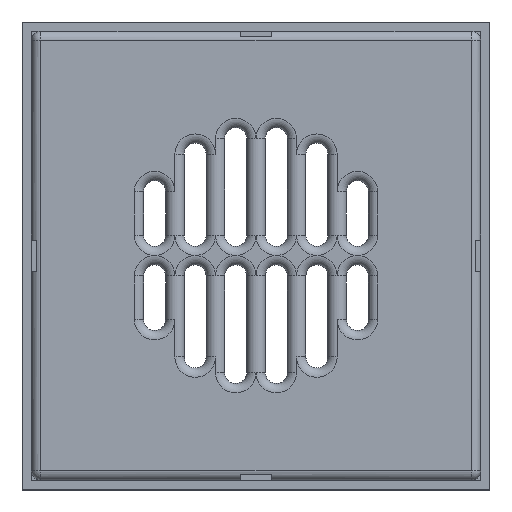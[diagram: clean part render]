
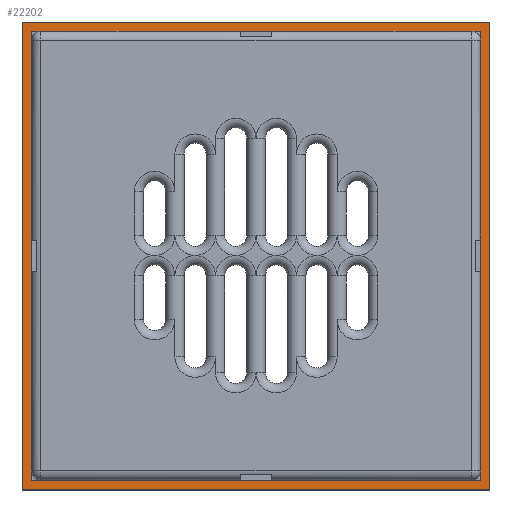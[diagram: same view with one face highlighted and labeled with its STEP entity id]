
A CAD part, top view. The second image highlights one B-rep face of the part: STEP entity #22202.
In plain terms, the highlighted planar face has unit normal (0, 0, 1).
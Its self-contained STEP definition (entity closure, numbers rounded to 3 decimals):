
#593=PLANE('',#27680);
#864=FACE_BOUND('',#4419,.T.);
#2919=FACE_OUTER_BOUND('',#4418,.T.);
#4418=EDGE_LOOP('',(#19454,#19455,#19456,#19457));
#4419=EDGE_LOOP('',(#19458,#19459,#19460,#19461));
#8819=VERTEX_POINT('',#54924);
#8820=VERTEX_POINT('',#54925);
#8823=VERTEX_POINT('',#54933);
#8824=VERTEX_POINT('',#54934);
#8825=VERTEX_POINT('',#54936);
#8826=VERTEX_POINT('',#54938);
#8827=VERTEX_POINT('',#54941);
#8828=VERTEX_POINT('',#54943);
#12406=EDGE_CURVE('',#8819,#8820,#23611,.T.);
#12410=EDGE_CURVE('',#8823,#8824,#23615,.T.);
#12411=EDGE_CURVE('',#8824,#8825,#23616,.T.);
#12412=EDGE_CURVE('',#8825,#8826,#23617,.T.);
#12413=EDGE_CURVE('',#8826,#8823,#23618,.T.);
#12414=EDGE_CURVE('',#8827,#8819,#23619,.T.);
#12415=EDGE_CURVE('',#8820,#8828,#23620,.T.);
#12416=EDGE_CURVE('',#8828,#8827,#23621,.T.);
#19454=ORIENTED_EDGE('',*,*,#12410,.T.);
#19455=ORIENTED_EDGE('',*,*,#12411,.T.);
#19456=ORIENTED_EDGE('',*,*,#12412,.T.);
#19457=ORIENTED_EDGE('',*,*,#12413,.T.);
#19458=ORIENTED_EDGE('',*,*,#12414,.T.);
#19459=ORIENTED_EDGE('',*,*,#12406,.T.);
#19460=ORIENTED_EDGE('',*,*,#12415,.T.);
#19461=ORIENTED_EDGE('',*,*,#12416,.T.);
#22202=ADVANCED_FACE('',(#2919,#864),#593,.T.);
#23611=LINE('',#54926,#25059);
#23615=LINE('',#54935,#25063);
#23616=LINE('',#54937,#25064);
#23617=LINE('',#54939,#25065);
#23618=LINE('',#54940,#25066);
#23619=LINE('',#54942,#25067);
#23620=LINE('',#54944,#25068);
#23621=LINE('',#54945,#25069);
#25059=VECTOR('',#33946,1.);
#25063=VECTOR('',#33952,10.);
#25064=VECTOR('',#33953,10.);
#25065=VECTOR('',#33954,10.);
#25066=VECTOR('',#33955,10.);
#25067=VECTOR('',#33956,1.);
#25068=VECTOR('',#33957,1.);
#25069=VECTOR('',#33958,1.);
#27680=AXIS2_PLACEMENT_3D('',#54932,#33950,#33951);
#33946=DIRECTION('',(-1.,0.,0.));
#33950=DIRECTION('center_axis',(0.,0.,
1.));
#33951=DIRECTION('ref_axis',(0.,-1.,0.));
#33952=DIRECTION('',(-1.,0.,0.));
#33953=DIRECTION('',(0.,-1.,0.));
#33954=DIRECTION('',(1.,0.,0.));
#33955=DIRECTION('',(0.,1.,0.));
#33956=DIRECTION('',(0.,-1.,0.));
#33957=DIRECTION('',(0.,1.,0.));
#33958=DIRECTION('',(1.,0.,0.));
#54924=CARTESIAN_POINT('',(72.,-72.,282.));
#54925=CARTESIAN_POINT('',(-72.,-72.,282.));
#54926=CARTESIAN_POINT('',(0.,-72.,282.));
#54932=CARTESIAN_POINT('Origin',(0.,0.,
282.));
#54933=CARTESIAN_POINT('',(75.,75.,282.));
#54934=CARTESIAN_POINT('',(-75.,75.,282.));
#54935=CARTESIAN_POINT('',(75.,75.,282.));
#54936=CARTESIAN_POINT('',(-75.,-75.,282.));
#54937=CARTESIAN_POINT('',(-75.,75.,282.));
#54938=CARTESIAN_POINT('',(75.,-75.,282.));
#54939=CARTESIAN_POINT('',(-75.,-75.,282.));
#54940=CARTESIAN_POINT('',(75.,-75.,282.));
#54941=CARTESIAN_POINT('',(72.,72.,282.));
#54942=CARTESIAN_POINT('',(72.,-35.875,282.));
#54943=CARTESIAN_POINT('',(-72.,72.,282.));
#54944=CARTESIAN_POINT('',(-72.,-35.875,282.));
#54945=CARTESIAN_POINT('',(0.063,72.,282.));
